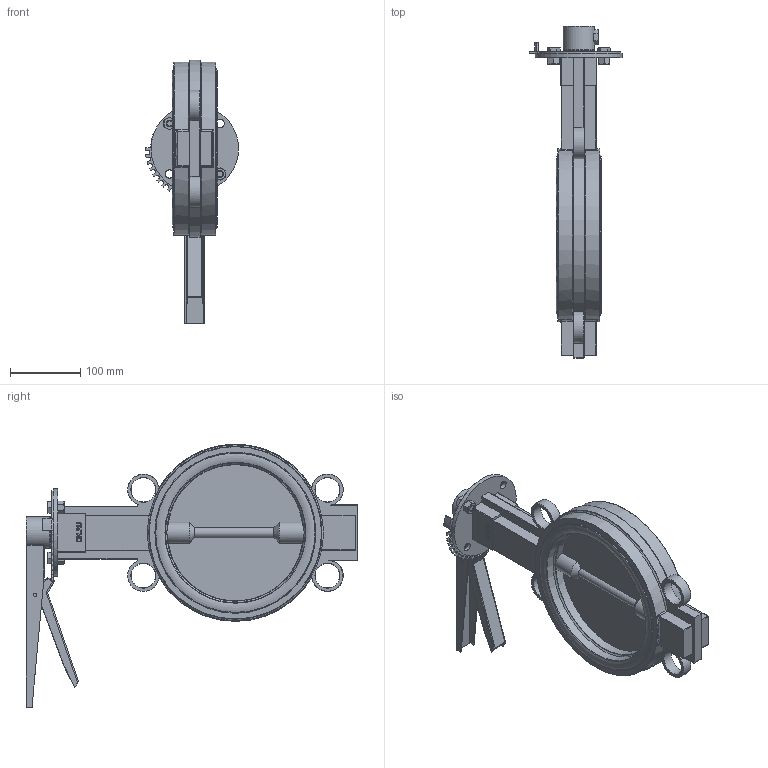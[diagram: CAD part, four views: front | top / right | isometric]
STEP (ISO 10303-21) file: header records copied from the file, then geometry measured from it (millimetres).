
FILE_DESCRIPTION(/* description */ (''),/* implementation_level */ '2;1');
FILE_NAME(/* name */ 'DN200_3D_STEP.stp',/* time_stamp */ '2023-12-26T16:47:44+03:00',/* author */ ('igorr'),/* organization */ (''),/* preprocessor_version */ 'ST-DEVELOPER v19.2',/* originating_system */ 'Autodesk Inventor 2023',/* authorisation */ '');
FILE_SCHEMA (('AUTOMOTIVE_DESIGN { 1 0 10303 214 3 1 1 }'));
Length unit declared in the file: millimetre
Products named in the file (11): Сборка2; Сборка; Деталь1; Деталь2; Сборка1; Деталь3; Деталь4; Деталь5; AS 1110 - M12 x 30; AS 1110 - M10 x 16; ANSI B18.2.4.2M - M10x1,5
Assembly tree (12 placements, depth 3):
  Сборка2
    Сборка
      Деталь1
      Деталь2
    Сборка1
      Деталь3
      Деталь4
      Деталь5
      AS 1110 - M12 x 30
    AS 1110 - M10 x 16  x2
    ANSI B18.2.4.2M - M10x1,5  x2
Bounding box: 133 x 473.93 x 376.5 mm (x, y, z)
Volume: 2035172.5 mm3; surface area: 446052.8 mm2
Topology: 10 solids, 10 shells, 616 faces, 1583 edges, 992 vertices
Faces by surface type: plane 273, cylinder 195, cone 57, bspline 47, torus 36, sphere 8
Full cylindrical faces by diameter (mm): 3 x1, 5 x5, 8.376 x2, 10 x4, 12 x5, 16 x2, 18 x1, 35 x4, 45 x1, 125 x1, 194.585 x1, 200 x2, 228.891 x2, 230 x2, 247 x2
Entity records: 19518 total; most frequent: CARTESIAN_POINT 4804, ORIENTED_EDGE 2936, DIRECTION 2862, EDGE_CURVE 1468, AXIS2_PLACEMENT_3D 1039, VERTEX_POINT 933, LINE 784, VECTOR 784
